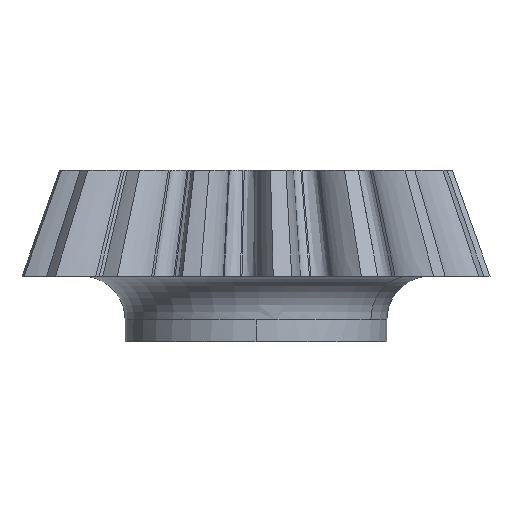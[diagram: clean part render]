
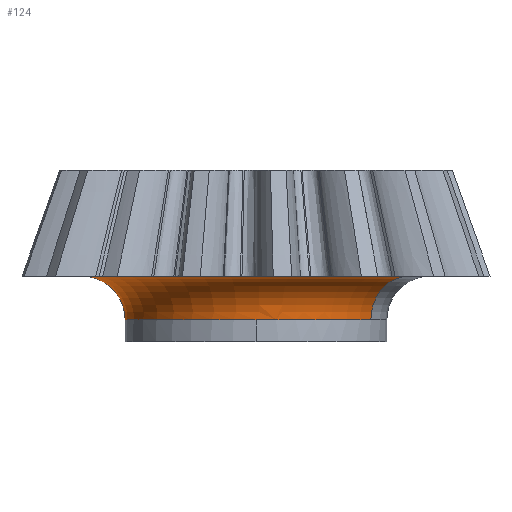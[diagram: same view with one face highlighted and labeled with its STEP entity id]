
A CAD part, left-side view. The second image highlights one B-rep face of the part: STEP entity #124.
In plain terms, the highlighted toroidal (fillet/blend) face has major radius 40 mm and minor radius 10 mm.
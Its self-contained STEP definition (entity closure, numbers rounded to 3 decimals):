
#52=CARTESIAN_POINT('Axis2P3D Location',(0.,0.,-10.)) ;
#63=CARTESIAN_POINT('Vertex',(-14.383,-26.327,-10.)) ;
#70=CARTESIAN_POINT('Vertex',(14.383,26.327,-10.)) ;
#73=CARTESIAN_POINT('Axis2P3D Location',(19.177,35.103,-10.)) ;
#77=CARTESIAN_POINT('Vertex',(19.177,35.103,0.)) ;
#84=CARTESIAN_POINT('Vertex',(-19.177,-35.103,0.)) ;
#87=CARTESIAN_POINT('Axis2P3D Location',(-19.177,-35.103,-10.)) ;
#100=CARTESIAN_POINT('Axis2P3D Location',(0.,0.,-10.)) ;
#104=CARTESIAN_POINT('Vertex',(-30.,0.,-10.)) ;
#107=CARTESIAN_POINT('Axis2P3D Location',(0.,0.,-10.)) ;
#112=CARTESIAN_POINT('Axis2P3D Location',(0.,0.,0.)) ;
#53=DIRECTION('Axis2P3D Direction',(0.,0.,-1.)) ;
#54=DIRECTION('Axis2P3D XDirection',(0.479,0.878,0.)) ;
#74=DIRECTION('Axis2P3D Direction',(-0.878,0.479,0.)) ;
#88=DIRECTION('Axis2P3D Direction',(0.878,-0.479,0.)) ;
#101=DIRECTION('Axis2P3D Direction',(0.,0.,-1.)) ;
#108=DIRECTION('Axis2P3D Direction',(0.,0.,-1.)) ;
#113=DIRECTION('Axis2P3D Direction',(0.,0.,-1.)) ;
#55=AXIS2_PLACEMENT_3D('Torus Axis2P3D',#52,#53,#54) ;
#75=AXIS2_PLACEMENT_3D('Circle Axis2P3D',#73,#74,$) ;
#89=AXIS2_PLACEMENT_3D('Circle Axis2P3D',#87,#88,$) ;
#102=AXIS2_PLACEMENT_3D('Circle Axis2P3D',#100,#101,$) ;
#109=AXIS2_PLACEMENT_3D('Circle Axis2P3D',#107,#108,$) ;
#114=AXIS2_PLACEMENT_3D('Circle Axis2P3D',#112,#113,$) ;
#118=ORIENTED_EDGE('',*,*,#106,.F.) ;
#119=ORIENTED_EDGE('',*,*,#111,.F.) ;
#120=ORIENTED_EDGE('',*,*,#91,.T.) ;
#121=ORIENTED_EDGE('',*,*,#116,.T.) ;
#122=ORIENTED_EDGE('',*,*,#79,.F.) ;
#124=ADVANCED_FACE('PartBody',(#123),#56,.F.) ;
#76=CIRCLE('generated circle',#75,10.) ;
#90=CIRCLE('generated circle',#89,10.) ;
#103=CIRCLE('generated circle',#102,30.) ;
#110=CIRCLE('generated circle',#109,30.) ;
#115=CIRCLE('generated circle',#114,40.) ;
#56=TOROIDAL_SURFACE('homeo Torus',#55,40.,10.) ;
#79=EDGE_CURVE('',#71,#78,#76,.T.) ;
#91=EDGE_CURVE('',#64,#85,#90,.T.) ;
#106=EDGE_CURVE('',#105,#71,#103,.T.) ;
#111=EDGE_CURVE('',#64,#105,#110,.T.) ;
#116=EDGE_CURVE('',#85,#78,#115,.T.) ;
#117=EDGE_LOOP('',(#118,#119,#120,#121,#122)) ;
#123=FACE_OUTER_BOUND('',#117,.T.) ;
#64=VERTEX_POINT('',#63) ;
#71=VERTEX_POINT('',#70) ;
#78=VERTEX_POINT('',#77) ;
#85=VERTEX_POINT('',#84) ;
#105=VERTEX_POINT('',#104) ;
